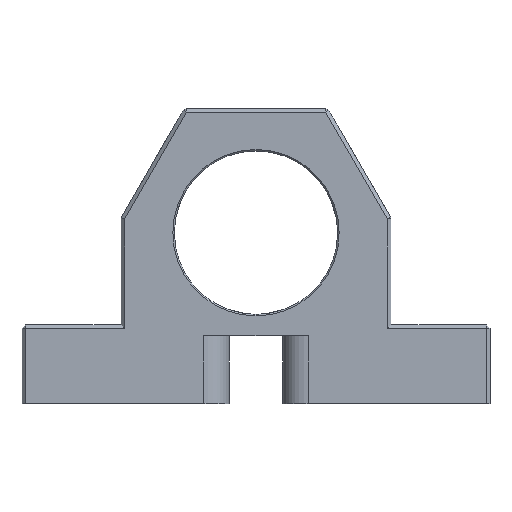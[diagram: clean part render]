
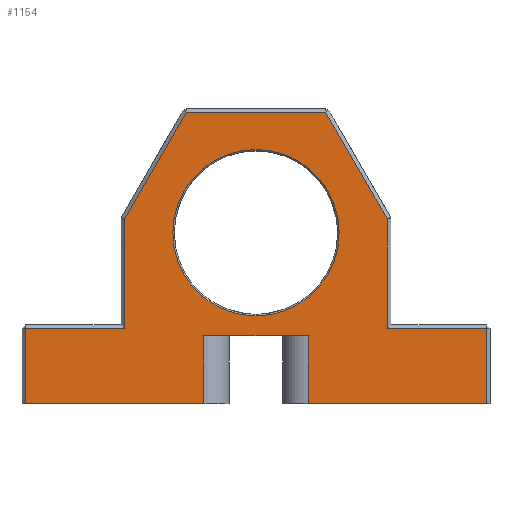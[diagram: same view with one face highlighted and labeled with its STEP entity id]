
A CAD part, front view. The second image highlights one B-rep face of the part: STEP entity #1154.
In plain terms, the highlighted planar face has unit normal (0, -1, 0).
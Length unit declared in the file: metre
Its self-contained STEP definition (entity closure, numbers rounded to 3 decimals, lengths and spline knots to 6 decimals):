
#45=CIRCLE('',#1257,0.009931);
#155=ORIENTED_EDGE('',*,*,#461,.T.);
#156=ORIENTED_EDGE('',*,*,#430,.T.);
#157=ORIENTED_EDGE('',*,*,#462,.T.);
#158=ORIENTED_EDGE('',*,*,#463,.T.);
#159=ORIENTED_EDGE('',*,*,#464,.T.);
#160=ORIENTED_EDGE('',*,*,#465,.T.);
#161=ORIENTED_EDGE('',*,*,#466,.T.);
#162=ORIENTED_EDGE('',*,*,#467,.T.);
#163=ORIENTED_EDGE('',*,*,#468,.T.);
#164=ORIENTED_EDGE('',*,*,#469,.T.);
#165=ORIENTED_EDGE('',*,*,#470,.T.);
#166=ORIENTED_EDGE('',*,*,#416,.T.);
#167=ORIENTED_EDGE('',*,*,#471,.T.);
#168=ORIENTED_EDGE('',*,*,#376,.T.);
#169=ORIENTED_EDGE('',*,*,#472,.T.);
#376=EDGE_CURVE('',#536,#535,#629,.T.);
#416=EDGE_CURVE('',#574,#573,#658,.T.);
#430=EDGE_CURVE('',#583,#582,#671,.T.);
#461=EDGE_CURVE('',#608,#608,#45,.F.);
#462=EDGE_CURVE('',#582,#609,#697,.T.);
#463=EDGE_CURVE('',#609,#610,#698,.T.);
#464=EDGE_CURVE('',#610,#611,#699,.T.);
#465=EDGE_CURVE('',#611,#612,#700,.T.);
#466=EDGE_CURVE('',#612,#613,#701,.T.);
#467=EDGE_CURVE('',#613,#614,#702,.T.);
#468=EDGE_CURVE('',#614,#615,#703,.T.);
#469=EDGE_CURVE('',#615,#616,#704,.T.);
#470=EDGE_CURVE('',#616,#574,#705,.T.);
#471=EDGE_CURVE('',#573,#536,#706,.T.);
#472=EDGE_CURVE('',#535,#583,#707,.T.);
#535=VERTEX_POINT('',#1656);
#536=VERTEX_POINT('',#1658);
#573=VERTEX_POINT('',#1770);
#574=VERTEX_POINT('',#1772);
#582=VERTEX_POINT('',#1796);
#583=VERTEX_POINT('',#1798);
#608=VERTEX_POINT('',#1862);
#609=VERTEX_POINT('',#1864);
#610=VERTEX_POINT('',#1866);
#611=VERTEX_POINT('',#1868);
#612=VERTEX_POINT('',#1870);
#613=VERTEX_POINT('',#1872);
#614=VERTEX_POINT('',#1874);
#615=VERTEX_POINT('',#1876);
#616=VERTEX_POINT('',#1878);
#629=LINE('',#1657,#766);
#658=LINE('',#1771,#795);
#671=LINE('',#1797,#808);
#697=LINE('',#1863,#834);
#698=LINE('',#1865,#835);
#699=LINE('',#1867,#836);
#700=LINE('',#1869,#837);
#701=LINE('',#1871,#838);
#702=LINE('',#1873,#839);
#703=LINE('',#1875,#840);
#704=LINE('',#1877,#841);
#705=LINE('',#1879,#842);
#706=LINE('',#1880,#843);
#707=LINE('',#1881,#844);
#766=VECTOR('',#1332,1.);
#795=VECTOR('',#1389,1.);
#808=VECTOR('',#1410,1.);
#834=VECTOR('',#1464,1.);
#835=VECTOR('',#1465,1.);
#836=VECTOR('',#1466,1.);
#837=VECTOR('',#1467,1.);
#838=VECTOR('',#1468,1.);
#839=VECTOR('',#1469,1.);
#840=VECTOR('',#1470,1.);
#841=VECTOR('',#1471,1.);
#842=VECTOR('',#1472,1.);
#843=VECTOR('',#1473,1.);
#844=VECTOR('',#1474,1.);
#925=EDGE_LOOP('',(#155));
#926=EDGE_LOOP('',(#156,#157,#158,#159,#160,#161,#162,#163,#164,#165,#166,
#167,#168,#169));
#1016=FACE_BOUND('',#925,.T.);
#1017=FACE_BOUND('',#926,.T.);
#1094=PLANE('',#1256);
#1154=ADVANCED_FACE('',(#1016,#1017),#1094,.T.);
#1256=AXIS2_PLACEMENT_3D('',#1860,#1460,#1461);
#1257=AXIS2_PLACEMENT_3D('',#1861,#1462,#1463);
#1332=DIRECTION('',(1.,0.,0.));
#1389=DIRECTION('',(1.,0.,0.));
#1410=DIRECTION('',(1.,0.,0.));
#1460=DIRECTION('',(0.,-1.,0.));
#1461=DIRECTION('',(1.,0.,0.));
#1462=DIRECTION('',(0.,-1.,0.));
#1463=DIRECTION('',(0.,0.,-1.));
#1464=DIRECTION('',(0.,0.,1.));
#1465=DIRECTION('',(-1.,0.,0.));
#1466=DIRECTION('',(0.,0.,1.));
#1467=DIRECTION('',(-0.5,0.,0.866));
#1468=DIRECTION('',(-1.,0.,0.));
#1469=DIRECTION('',(-0.5,0.,-0.866));
#1470=DIRECTION('',(0.,0.,-1.));
#1471=DIRECTION('',(-1.,0.,0.));
#1472=DIRECTION('',(0.,0.,-1.));
#1473=DIRECTION('',(0.,0.,1.));
#1474=DIRECTION('',(0.,0.,-1.));
#1656=CARTESIAN_POINT('',(0.006223,-0.005994,-0.012294));
#1657=CARTESIAN_POINT('',(0.,-0.005994,-0.012294));
#1658=CARTESIAN_POINT('',(-0.006223,-0.005994,-0.012294));
#1770=CARTESIAN_POINT('',(-0.006223,-0.005994,-0.020396));
#1771=CARTESIAN_POINT('',(-0.015558,-0.005994,-0.020396));
#1772=CARTESIAN_POINT('',(-0.0275,-0.005994,-0.020396));
#1796=CARTESIAN_POINT('',(0.0275,-0.005994,-0.020396));
#1797=CARTESIAN_POINT('',(0.015558,-0.005994,-0.020396));
#1798=CARTESIAN_POINT('',(0.006223,-0.005994,-0.020396));
#1860=CARTESIAN_POINT('',(0.,-0.005994,-0.002781));
#1861=CARTESIAN_POINT('',(0.,-0.005994,0.));
#1862=CARTESIAN_POINT('',(0.,-0.005994,-0.009931));
#1863=CARTESIAN_POINT('',(0.0275,-0.005994,-0.010998));
#1864=CARTESIAN_POINT('',(0.0275,-0.005994,-0.011438));
#1865=CARTESIAN_POINT('',(0.016104,-0.005994,-0.011438));
#1866=CARTESIAN_POINT('',(0.015664,-0.005994,-0.011438));
#1867=CARTESIAN_POINT('',(0.015664,-0.005994,0.001775));
#1868=CARTESIAN_POINT('',(0.015664,-0.005994,0.001657));
#1869=CARTESIAN_POINT('',(0.008183,-0.005994,0.014614));
#1870=CARTESIAN_POINT('',(0.00831,-0.005994,0.014394));
#1871=CARTESIAN_POINT('',(-0.008564,-0.005994,0.014394));
#1872=CARTESIAN_POINT('',(-0.00831,-0.005994,0.014394));
#1873=CARTESIAN_POINT('',(-0.015723,-0.005994,0.001555));
#1874=CARTESIAN_POINT('',(-0.015664,-0.005994,0.001657));
#1875=CARTESIAN_POINT('',(-0.015664,-0.005994,-0.010998));
#1876=CARTESIAN_POINT('',(-0.015664,-0.005994,-0.011438));
#1877=CARTESIAN_POINT('',(-0.02794,-0.005994,-0.011438));
#1878=CARTESIAN_POINT('',(-0.0275,-0.005994,-0.011438));
#1879=CARTESIAN_POINT('',(-0.0275,-0.005994,-0.020396));
#1880=CARTESIAN_POINT('',(-0.006223,-0.005994,-0.012294));
#1881=CARTESIAN_POINT('',(0.006223,-0.005994,-0.020396));
